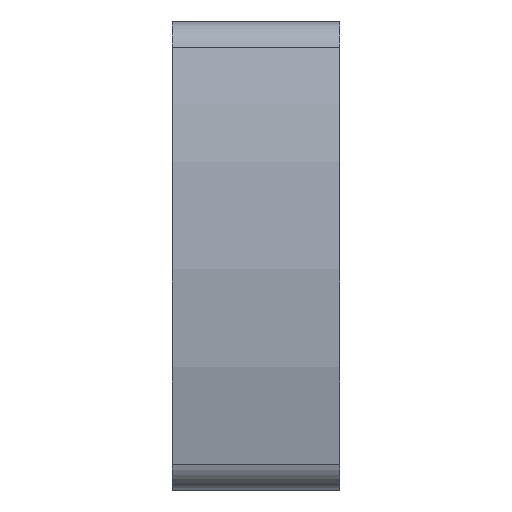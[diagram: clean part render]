
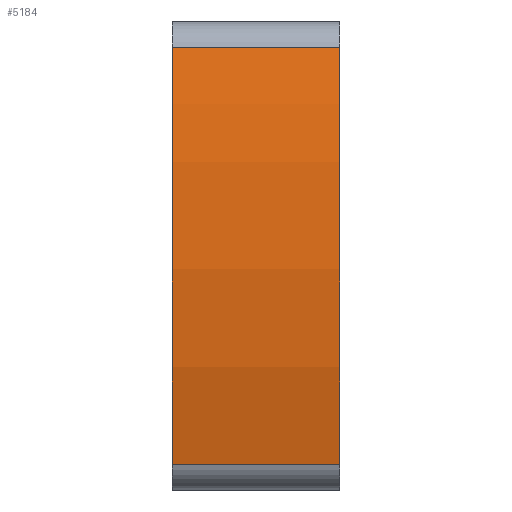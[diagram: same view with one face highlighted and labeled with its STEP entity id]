
A CAD part, left-side view. The second image highlights one B-rep face of the part: STEP entity #5184.
In plain terms, the highlighted free-form (B-spline) face has degree [2, 1] with [3, 2] control points.
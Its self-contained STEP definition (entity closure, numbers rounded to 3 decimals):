
#62 = FACE_OUTER_BOUND ( 'NONE', #2523, .T. ) ;
#119 = B_SPLINE_SURFACE_WITH_KNOTS ( 'NONE', 2, 1, ( 
 ( #899, #1336 ),
 ( #436, #2168 ),
 ( #4420, #5270 ) ),
 .UNSPECIFIED., .F., .F., .F.,
 ( 3, 3 ),
 ( 2, 2 ),
 ( 0.054, 0.946 ),
 ( 0., 1. ),
 .UNSPECIFIED. ) ;
#216 = CARTESIAN_POINT ( 'NONE',  ( -92.036, 0., -62.471 ) ) ;
#436 = CARTESIAN_POINT ( 'NONE',  ( -107.964, 50., 0. ) ) ;
#508 = ORIENTED_EDGE ( 'NONE', *, *, #2617, .T. ) ;
#840 = CARTESIAN_POINT ( 'NONE',  ( -92.036, 0., 62.471 ) ) ;
#899 = CARTESIAN_POINT ( 'NONE',  ( -92.036, 50., -62.471 ) ) ;
#963 = ORIENTED_EDGE ( 'NONE', *, *, #1231, .T. ) ;
#1021 = CARTESIAN_POINT ( 'NONE',  ( -92.036, 0., 62.471 ) ) ;
#1126 = CARTESIAN_POINT ( 'NONE',  ( -92.036, 0., -62.471 ) ) ;
#1231 = EDGE_CURVE ( 'NONE', #1996, #5154, #3026, .T. ) ;
#1336 = CARTESIAN_POINT ( 'NONE',  ( -92.036, 0., -62.471 ) ) ;
#1566 = VECTOR ( 'NONE', #3177, 1000. ) ;
#1783 = VECTOR ( 'NONE', #5576, 1000. ) ;
#1996 = VERTEX_POINT ( 'NONE', #216 ) ;
#2168 = CARTESIAN_POINT ( 'NONE',  ( -107.964, 0., 0. ) ) ;
#2264 = B_SPLINE_CURVE_WITH_KNOTS ( 'NONE', 2,
 ( #3162, #4957, #3107 ),
 .UNSPECIFIED., .F., .F.,
 ( 3, 3 ),
 ( 0.054, 0.946 ),
 .UNSPECIFIED. ) ;
#2357 = EDGE_CURVE ( 'NONE', #2788, #1996, #2951, .T. ) ;
#2523 = EDGE_LOOP ( 'NONE', ( #963, #508, #2550, #5488 ) ) ;
#2524 = CARTESIAN_POINT ( 'NONE',  ( -92.036, 0., 62.471 ) ) ;
#2550 = ORIENTED_EDGE ( 'NONE', *, *, #3732, .F. ) ;
#2617 = EDGE_CURVE ( 'NONE', #5154, #3857, #5510, .T. ) ;
#2788 = VERTEX_POINT ( 'NONE', #4591 ) ;
#2951 = LINE ( 'NONE', #5143, #1783 ) ;
#3026 = B_SPLINE_CURVE_WITH_KNOTS ( 'NONE', 2,
 ( #1126, #5182, #2524 ),
 .UNSPECIFIED., .F., .F.,
 ( 3, 3 ),
 ( 0.054, 0.946 ),
 .UNSPECIFIED. ) ;
#3107 = CARTESIAN_POINT ( 'NONE',  ( -92.036, 50., 62.471 ) ) ;
#3162 = CARTESIAN_POINT ( 'NONE',  ( -92.036, 50., -62.471 ) ) ;
#3177 = DIRECTION ( 'NONE',  ( 0., 1., 0. ) ) ;
#3674 = CARTESIAN_POINT ( 'NONE',  ( -92.036, 50., 62.471 ) ) ;
#3732 = EDGE_CURVE ( 'NONE', #2788, #3857, #2264, .T. ) ;
#3857 = VERTEX_POINT ( 'NONE', #3674 ) ;
#4420 = CARTESIAN_POINT ( 'NONE',  ( -92.036, 50., 62.471 ) ) ;
#4591 = CARTESIAN_POINT ( 'NONE',  ( -92.036, 50., -62.471 ) ) ;
#4957 = CARTESIAN_POINT ( 'NONE',  ( -107.964, 50., 0. ) ) ;
#5143 = CARTESIAN_POINT ( 'NONE',  ( -92.036, 50., -62.471 ) ) ;
#5154 = VERTEX_POINT ( 'NONE', #840 ) ;
#5182 = CARTESIAN_POINT ( 'NONE',  ( -107.964, 0., 0. ) ) ;
#5184 = ADVANCED_FACE ( 'NONE', ( #62 ), #119, .F. ) ;
#5270 = CARTESIAN_POINT ( 'NONE',  ( -92.036, 0., 62.471 ) ) ;
#5488 = ORIENTED_EDGE ( 'NONE', *, *, #2357, .T. ) ;
#5510 = LINE ( 'NONE', #1021, #1566 ) ;
#5576 = DIRECTION ( 'NONE',  ( 0., -1., 0. ) ) ;
